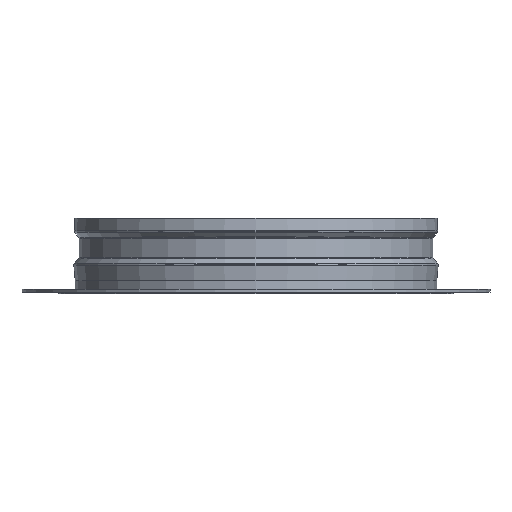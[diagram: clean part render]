
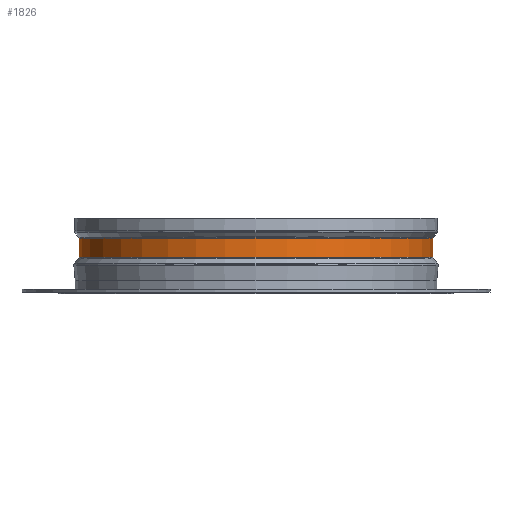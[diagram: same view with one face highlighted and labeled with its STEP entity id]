
A CAD part, front view. The second image highlights one B-rep face of the part: STEP entity #1826.
In plain terms, the highlighted cylindrical face has radius 96.3 mm (diameter 192.6 mm), a partial arc.
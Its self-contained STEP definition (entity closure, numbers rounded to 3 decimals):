
#2 = CARTESIAN_POINT ( 'NONE',  ( 0., -19.799, -96.3 ) ) ;
#14 = DIRECTION ( 'NONE',  ( 0., 1., 0. ) ) ;
#36 = VERTEX_POINT ( 'NONE', #194 ) ;
#40 = LINE ( 'NONE', #276, #2310 ) ;
#42 = DIRECTION ( 'NONE',  ( 0., 0., 1. ) ) ;
#122 = ORIENTED_EDGE ( 'NONE', *, *, #837, .T. ) ;
#170 = CIRCLE ( 'NONE', #2167, 96.3 ) ;
#174 = VERTEX_POINT ( 'NONE', #2 ) ;
#194 = CARTESIAN_POINT ( 'NONE',  ( 0., -30.201, 96.3 ) ) ;
#225 = FACE_OUTER_BOUND ( 'NONE', #583, .T. ) ;
#276 = CARTESIAN_POINT ( 'NONE',  ( 0., 0., -96.3 ) ) ;
#344 = DIRECTION ( 'NONE',  ( 0., 1., 0. ) ) ;
#543 = CARTESIAN_POINT ( 'NONE',  ( 0., 0., 96.3 ) ) ;
#583 = EDGE_LOOP ( 'NONE', ( #1821, #122, #1954, #2418 ) ) ;
#590 = VECTOR ( 'NONE', #344, 1000. ) ;
#592 = CARTESIAN_POINT ( 'NONE',  ( 0., -30.201, -96.3 ) ) ;
#737 = VERTEX_POINT ( 'NONE', #592 ) ;
#837 = EDGE_CURVE ( 'NONE', #737, #174, #40, .T. ) ;
#978 = EDGE_CURVE ( 'NONE', #36, #1860, #1044, .T. ) ;
#1017 = AXIS2_PLACEMENT_3D ( 'NONE', #1726, #1736, #1132 ) ;
#1044 = LINE ( 'NONE', #543, #590 ) ;
#1132 = DIRECTION ( 'NONE',  ( 0., 0., 1. ) ) ;
#1155 = EDGE_CURVE ( 'NONE', #36, #737, #1378, .T. ) ;
#1321 = CARTESIAN_POINT ( 'NONE',  ( 0., -19.799, 0. ) ) ;
#1328 = CARTESIAN_POINT ( 'NONE',  ( 0., 0., 0. ) ) ;
#1350 = CARTESIAN_POINT ( 'NONE',  ( 0., -19.799, 96.3 ) ) ;
#1378 = CIRCLE ( 'NONE', #1017, 96.3 ) ;
#1718 = DIRECTION ( 'NONE',  ( 0., 0., 1. ) ) ;
#1726 = CARTESIAN_POINT ( 'NONE',  ( 0., -30.201, 0. ) ) ;
#1736 = DIRECTION ( 'NONE',  ( 0., 1., 0. ) ) ;
#1807 = EDGE_CURVE ( 'NONE', #1860, #174, #170, .T. ) ;
#1821 = ORIENTED_EDGE ( 'NONE', *, *, #1155, .T. ) ;
#1826 = ADVANCED_FACE ( 'NONE', ( #225 ), #2360, .T. ) ;
#1860 = VERTEX_POINT ( 'NONE', #1350 ) ;
#1954 = ORIENTED_EDGE ( 'NONE', *, *, #1807, .F. ) ;
#1989 = AXIS2_PLACEMENT_3D ( 'NONE', #1328, #2293, #1718 ) ;
#2167 = AXIS2_PLACEMENT_3D ( 'NONE', #1321, #14, #42 ) ;
#2293 = DIRECTION ( 'NONE',  ( 0., 1., 0. ) ) ;
#2310 = VECTOR ( 'NONE', #2347, 1000. ) ;
#2347 = DIRECTION ( 'NONE',  ( 0., 1., 0. ) ) ;
#2360 = CYLINDRICAL_SURFACE ( 'NONE', #1989, 96.3 ) ;
#2418 = ORIENTED_EDGE ( 'NONE', *, *, #978, .F. ) ;
